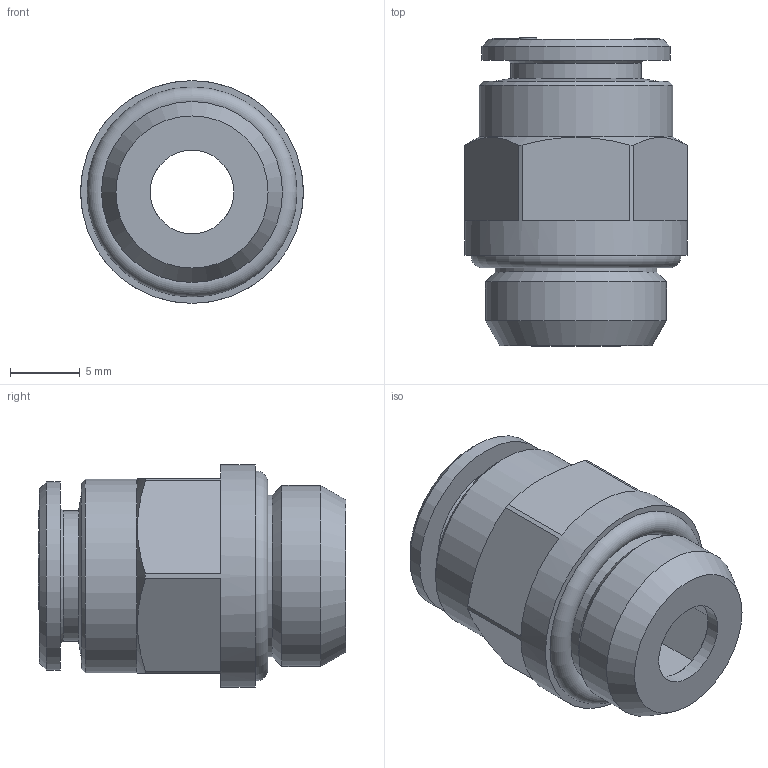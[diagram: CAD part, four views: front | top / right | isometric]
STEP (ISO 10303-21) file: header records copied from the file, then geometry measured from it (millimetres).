
FILE_DESCRIPTION(/* description */ ('STEP AP214'),/* implementation_level */ '2;1');
FILE_NAME(/* name */ 'AP020042',/* time_stamp */ '2023-03-28T14:19:57+02:00',/* author */ ('License CC BY-ND 4.0'),/* organization */ ('CADENAS'),/* preprocessor_version */ 'ST-DEVELOPER v19.3',/* originating_system */ 'PARTsolutions',/* authorisation */ ' ');
FILE_SCHEMA (('AUTOMOTIVE_DESIGN {1 0 10303 214 3 1 1}'));
Length unit declared in the file: millimetre
Products named in the file (2): AP020042; AP020042_PART1
Assembly tree (1 placements, depth 2):
  AP020042
    AP020042_PART1
Bounding box: 16 x 22.1 x 16 mm (x, y, z)
Volume: 2237.9 mm3; surface area: 1985.1 mm2
Topology: 1 solids, 1 shells, 161 faces, 408 edges, 267 vertices
Faces by surface type: plane 92, bspline 51, cone 9, cylinder 8, torus 1
Full cylindrical faces by diameter (mm): 6 x1, 8.15 x1, 9.4 x1, 11.6 x1, 13 x1, 13.5 x1, 13.9 x1, 16 x1
Entity records: 8645 total; most frequent: CARTESIAN_POINT 4033, ORIENTED_EDGE 770, DIRECTION 535, EDGE_CURVE 385, VERTEX_POINT 262, LINE 231, VECTOR 231, EDGE_LOOP 199
